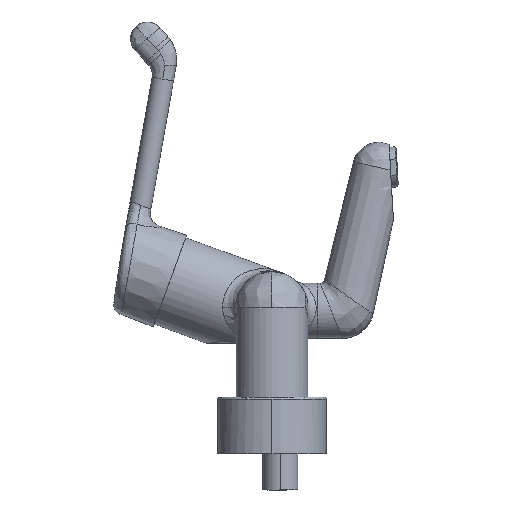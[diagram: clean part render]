
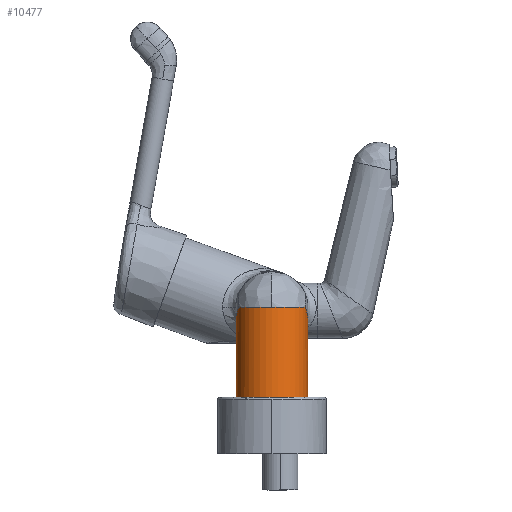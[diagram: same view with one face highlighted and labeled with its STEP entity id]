
A CAD part, left-side view. The second image highlights one B-rep face of the part: STEP entity #10477.
In plain terms, the highlighted cylindrical face has radius 21.5 mm (diameter 43 mm), a partial arc.
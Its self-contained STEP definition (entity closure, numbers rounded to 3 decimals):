
#15 = EDGE_LOOP ( 'NONE', ( #6077, #3841, #12710, #3975, #5282, #15570, #9311 ) ) ;
#308 = CARTESIAN_POINT ( 'NONE',  ( -75., 0., 72.354 ) ) ;
#340 = CARTESIAN_POINT ( 'NONE',  ( -81.816, 20.402, 86.501 ) ) ;
#345 = VERTEX_POINT ( 'NONE', #838 ) ;
#453 = CARTESIAN_POINT ( 'NONE',  ( -79.84, -20.954, 84.525 ) ) ;
#571 = CARTESIAN_POINT ( 'NONE',  ( -77.044, 21.403, 81.729 ) ) ;
#689 = CARTESIAN_POINT ( 'NONE',  ( -79.12, 21.102, 83.805 ) ) ;
#838 = CARTESIAN_POINT ( 'NONE',  ( -83., -19.956, 87.685 ) ) ;
#935 = CARTESIAN_POINT ( 'NONE',  ( -76.576, 21.447, 81.261 ) ) ;
#1157 = CARTESIAN_POINT ( 'NONE',  ( -75., -21.5, 72.354 ) ) ;
#1321 = DIRECTION ( 'NONE',  ( 0., 0., 1. ) ) ;
#1767 = CARTESIAN_POINT ( 'NONE',  ( -77.347, 21.372, 82.032 ) ) ;
#1809 = CARTESIAN_POINT ( 'NONE',  ( -77.967, -21.305, 82.652 ) ) ;
#2170 = CARTESIAN_POINT ( 'NONE',  ( -75., 21.5, 79.685 ) ) ;
#2350 = CARTESIAN_POINT ( 'NONE',  ( -77.186, 21.389, 81.871 ) ) ;
#2601 = DIRECTION ( 'NONE',  ( 0., 1., 0. ) ) ;
#2739 = CARTESIAN_POINT ( 'NONE',  ( -75., -21.5, 34. ) ) ;
#2841 = CARTESIAN_POINT ( 'NONE',  ( -75., 0., 87.685 ) ) ;
#3193 = CARTESIAN_POINT ( 'NONE',  ( -79.061, 21.113, 83.746 ) ) ;
#3198 = CARTESIAN_POINT ( 'NONE',  ( -76.531, -21.455, 81.216 ) ) ;
#3345 = CARTESIAN_POINT ( 'NONE',  ( -77.482, 21.356, 82.167 ) ) ;
#3576 = CARTESIAN_POINT ( 'NONE',  ( -75., -21.5, 79.685 ) ) ;
#3702 = CARTESIAN_POINT ( 'NONE',  ( -79.05, 21.115, 83.735 ) ) ;
#3841 = ORIENTED_EDGE ( 'NONE', *, *, #11188, .F. ) ;
#3940 = CARTESIAN_POINT ( 'NONE',  ( -77.921, 21.301, 82.606 ) ) ;
#3975 = ORIENTED_EDGE ( 'NONE', *, *, #10615, .F. ) ;
#4014 = CARTESIAN_POINT ( 'NONE',  ( -75., 21.5, 34. ) ) ;
#4020 = DIRECTION ( 'NONE',  ( 0., 1., 0. ) ) ;
#4254 = DIRECTION ( 'NONE',  ( -1., 0., 0. ) ) ;
#4523 = VECTOR ( 'NONE', #13396, 1000. ) ;
#4591 = CARTESIAN_POINT ( 'NONE',  ( -75.451, -21.497, 80.136 ) ) ;
#4728 = VERTEX_POINT ( 'NONE', #2739 ) ;
#4770 = DIRECTION ( 'NONE',  ( 0., 0., -1. ) ) ;
#4916 = CIRCLE ( 'NONE', #12395, 21.5 ) ;
#5077 = CARTESIAN_POINT ( 'NONE',  ( -78.741, 21.174, 83.426 ) ) ;
#5137 = CARTESIAN_POINT ( 'NONE',  ( -80.484, 20.792, 85.169 ) ) ;
#5282 = ORIENTED_EDGE ( 'NONE', *, *, #5731, .T. ) ;
#5320 = CARTESIAN_POINT ( 'NONE',  ( -77.025, 21.404, 81.71 ) ) ;
#5409 = CARTESIAN_POINT ( 'NONE',  ( -82.431, 20.184, 87.116 ) ) ;
#5524 = EDGE_CURVE ( 'NONE', #9299, #345, #15489, .T. ) ;
#5731 = EDGE_CURVE ( 'NONE', #17177, #14793, #16431, .T. ) ;
#5752 = CARTESIAN_POINT ( 'NONE',  ( -77.029, 21.404, 81.714 ) ) ;
#5762 = VECTOR ( 'NONE', #7959, 1000. ) ;
#5783 = CARTESIAN_POINT ( 'NONE',  ( -77.035, 21.403, 81.72 ) ) ;
#5959 = CARTESIAN_POINT ( 'NONE',  ( -75.09, -21.5, 79.775 ) ) ;
#6077 = ORIENTED_EDGE ( 'NONE', *, *, #8383, .F. ) ;
#6137 = CARTESIAN_POINT ( 'NONE',  ( -75., 0., 34. ) ) ;
#7233 = CARTESIAN_POINT ( 'NONE',  ( -79.686, 20.985, 84.37 ) ) ;
#7239 = CARTESIAN_POINT ( 'NONE',  ( -81.825, -20.394, 86.51 ) ) ;
#7654 = AXIS2_PLACEMENT_3D ( 'NONE', #308, #16149, #2601 ) ;
#7900 = CYLINDRICAL_SURFACE ( 'NONE', #7654, 21.5 ) ;
#7927 = EDGE_CURVE ( 'NONE', #4728, #17146, #4916, .T. ) ;
#7959 = DIRECTION ( 'NONE',  ( 0., 0., -1. ) ) ;
#8157 = VERTEX_POINT ( 'NONE', #3576 ) ;
#8322 = EDGE_CURVE ( 'NONE', #14793, #17146, #10654, .T. ) ;
#8383 = EDGE_CURVE ( 'NONE', #8157, #4728, #16131, .T. ) ;
#8466 = AXIS2_PLACEMENT_3D ( 'NONE', #2841, #12335, #4254 ) ;
#8630 = CARTESIAN_POINT ( 'NONE',  ( -80.239, -20.858, 84.924 ) ) ;
#8754 = CARTESIAN_POINT ( 'NONE',  ( -77.064, 21.401, 81.749 ) ) ;
#8960 = CARTESIAN_POINT ( 'NONE',  ( -96.5, 0., 87.685 ) ) ;
#8998 = CARTESIAN_POINT ( 'NONE',  ( -83., 19.956, 87.685 ) ) ;
#9178 = CARTESIAN_POINT ( 'NONE',  ( -75., 21.5, 72.354 ) ) ;
#9299 = VERTEX_POINT ( 'NONE', #8960 ) ;
#9311 = ORIENTED_EDGE ( 'NONE', *, *, #7927, .F. ) ;
#9837 = FACE_OUTER_BOUND ( 'NONE', #15, .T. ) ;
#9869 = CARTESIAN_POINT ( 'NONE',  ( -80.826, 20.698, 85.511 ) ) ;
#9987 = CARTESIAN_POINT ( 'NONE',  ( -78.906, -21.156, 83.591 ) ) ;
#10108 = CARTESIAN_POINT ( 'NONE',  ( -75.902, 21.5, 80.587 ) ) ;
#10252 = DIRECTION ( 'NONE',  ( -1., 0., 0. ) ) ;
#10466 = CARTESIAN_POINT ( 'NONE',  ( -75., 21.5, 79.685 ) ) ;
#10477 = ADVANCED_FACE ( 'NONE', ( #9837 ), #7900, .T. ) ;
#10525 = CARTESIAN_POINT ( 'NONE',  ( -79.079, 21.11, 83.764 ) ) ;
#10615 = EDGE_CURVE ( 'NONE', #17177, #9299, #14902, .T. ) ;
#10654 = LINE ( 'NONE', #9178, #4523 ) ;
#10848 = CARTESIAN_POINT ( 'NONE',  ( -75., 0., 87.685 ) ) ;
#11188 = EDGE_CURVE ( 'NONE', #345, #8157, #15031, .T. ) ;
#11222 = CARTESIAN_POINT ( 'NONE',  ( -82.611, -20.113, 87.295 ) ) ;
#11339 = CARTESIAN_POINT ( 'NONE',  ( -77.25, -21.395, 81.935 ) ) ;
#11477 = CARTESIAN_POINT ( 'NONE',  ( -79.955, 20.922, 84.639 ) ) ;
#12037 = CARTESIAN_POINT ( 'NONE',  ( -78.425, 21.228, 83.11 ) ) ;
#12335 = DIRECTION ( 'NONE',  ( 0., 0., 1. ) ) ;
#12395 = AXIS2_PLACEMENT_3D ( 'NONE', #6137, #4770, #4020 ) ;
#12654 = CARTESIAN_POINT ( 'NONE',  ( -75.721, -21.489, 80.406 ) ) ;
#12710 = ORIENTED_EDGE ( 'NONE', *, *, #5524, .F. ) ;
#12891 = CARTESIAN_POINT ( 'NONE',  ( -79.202, 21.086, 83.887 ) ) ;
#13396 = DIRECTION ( 'NONE',  ( 0., 0., -1. ) ) ;
#13986 = CARTESIAN_POINT ( 'NONE',  ( -75.18, -21.5, 79.865 ) ) ;
#14223 = CARTESIAN_POINT ( 'NONE',  ( -79.364, 21.053, 84.049 ) ) ;
#14340 = CARTESIAN_POINT ( 'NONE',  ( -77.748, 21.324, 82.433 ) ) ;
#14793 = VERTEX_POINT ( 'NONE', #2170 ) ;
#14902 = CIRCLE ( 'NONE', #8466, 21.5 ) ;
#15031 = B_SPLINE_CURVE_WITH_KNOTS ( 'NONE', 5,
 ( #16472, #11222, #15233, #7239, #16527, #8630, #453, #9987, #1809, #11339, #3198, #12654, #4591, #13986, #5959, #15288 ),
 .UNSPECIFIED., .F., .F.,
 ( 6, 3, 3, 2, 2, 6 ),
 ( 0., 0.25, 0.5, 0.833, 0.944, 1. ),
 .UNSPECIFIED. ) ;
#15233 = CARTESIAN_POINT ( 'NONE',  ( -82.219, -20.259, 86.904 ) ) ;
#15288 = CARTESIAN_POINT ( 'NONE',  ( -75., -21.5, 79.685 ) ) ;
#15489 = CIRCLE ( 'NONE', #16233, 21.5 ) ;
#15570 = ORIENTED_EDGE ( 'NONE', *, *, #8322, .T. ) ;
#15642 = CARTESIAN_POINT ( 'NONE',  ( -77.105, 21.397, 81.79 ) ) ;
#16028 = CARTESIAN_POINT ( 'NONE',  ( -83., 19.956, 87.685 ) ) ;
#16131 = LINE ( 'NONE', #1157, #5762 ) ;
#16149 = DIRECTION ( 'NONE',  ( 0., 0., -1. ) ) ;
#16233 = AXIS2_PLACEMENT_3D ( 'NONE', #10848, #1321, #10252 ) ;
#16431 = B_SPLINE_CURVE_WITH_KNOTS ( 'NONE', 3,
 ( #8998, #5409, #340, #9869, #5137, #11477, #7233, #14223, #12891, #689, #10525, #3193, #3702, #16943, #5077, #12037, #3940, #14340, #3345, #1767, #2350, #15642, #8754, #571, #5783, #5752, #5320, #935, #10108, #10466 ),
 .UNSPECIFIED., .F., .F.,
 ( 4, 2, 2, 1, 1, 1, 1, 1, 2, 2, 2, 2, 1, 1, 1, 1, 1, 2, 2, 4 ),
 ( 0., 0.25, 0.375, 0.438, 0.469, 0.484, 0.492, 0.496, 0.498, 0.5, 0.625, 0.688, 0.719, 0.734, 0.742, 0.746, 0.748, 0.749, 0.75, 1. ),
 .UNSPECIFIED. ) ;
#16472 = CARTESIAN_POINT ( 'NONE',  ( -83., -19.956, 87.685 ) ) ;
#16527 = CARTESIAN_POINT ( 'NONE',  ( -81.035, -20.646, 85.72 ) ) ;
#16943 = CARTESIAN_POINT ( 'NONE',  ( -79.042, 21.117, 83.727 ) ) ;
#17146 = VERTEX_POINT ( 'NONE', #4014 ) ;
#17177 = VERTEX_POINT ( 'NONE', #16028 ) ;
